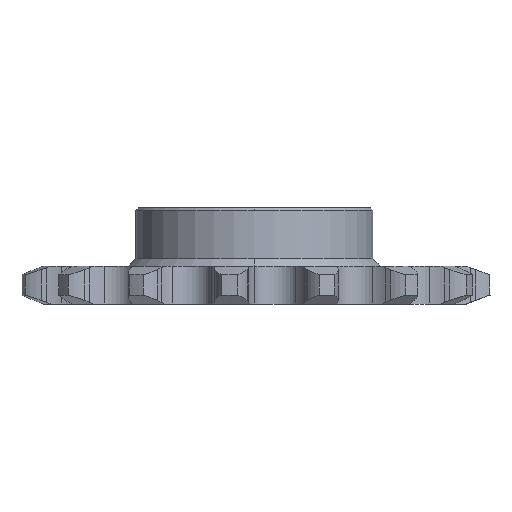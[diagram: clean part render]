
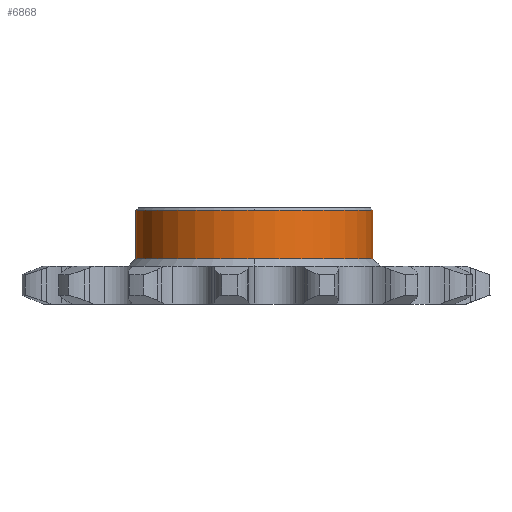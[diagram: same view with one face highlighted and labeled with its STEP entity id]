
A CAD part, front view. The second image highlights one B-rep face of the part: STEP entity #6868.
In plain terms, the highlighted cylindrical face has radius 12.7 mm (diameter 25.4 mm), a partial arc.
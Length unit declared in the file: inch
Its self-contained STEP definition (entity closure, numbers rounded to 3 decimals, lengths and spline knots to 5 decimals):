
#226 = LINE ( 'NONE', #592, #234 ) ;
#227 = LINE ( 'NONE', #614, #244 ) ;
#234 = VECTOR ( 'NONE', #645, 39.37008 ) ;
#244 = VECTOR ( 'NONE', #744, 39.37008 ) ;
#284 = DIRECTION ( 'NONE',  ( 0., 0., -1. ) ) ;
#480 = CARTESIAN_POINT ( 'NONE',  ( 0., 0., 0.235 ) ) ;
#487 = CARTESIAN_POINT ( 'NONE',  ( 0., 0., 0.03125 ) ) ;
#592 = CARTESIAN_POINT ( 'NONE',  ( 0.5, 0., 0.145 ) ) ;
#608 = DIRECTION ( 'NONE',  ( 0., 0., 1. ) ) ;
#612 = DIRECTION ( 'NONE',  ( -1., 0., 0. ) ) ;
#614 = CARTESIAN_POINT ( 'NONE',  ( -0.5, 0., 0.145 ) ) ;
#645 = DIRECTION ( 'NONE',  ( 0., 0., 1. ) ) ;
#744 = DIRECTION ( 'NONE',  ( 0., 0., 1. ) ) ;
#824 = DIRECTION ( 'NONE',  ( -1., 0., 0. ) ) ;
#1169 = ORIENTED_EDGE ( 'NONE', *, *, #4868, .F. ) ;
#1391 = ORIENTED_EDGE ( 'NONE', *, *, #6678, .F. ) ;
#1488 = ORIENTED_EDGE ( 'NONE', *, *, #6604, .F. ) ;
#1489 = EDGE_LOOP ( 'NONE', ( #1391, #2135, #2003, #2035, #1169, #1488 ) ) ;
#2003 = ORIENTED_EDGE ( 'NONE', *, *, #6669, .F. ) ;
#2035 = ORIENTED_EDGE ( 'NONE', *, *, #6702, .T. ) ;
#2135 = ORIENTED_EDGE ( 'NONE', *, *, #4886, .F. ) ;
#2801 = VERTEX_POINT ( 'NONE', #2929 ) ;
#2805 = CARTESIAN_POINT ( 'NONE',  ( -0.5, 0., 0.235 ) ) ;
#2815 = VERTEX_POINT ( 'NONE', #3192 ) ;
#2857 = CARTESIAN_POINT ( 'NONE',  ( 0.5, 0., 0.235 ) ) ;
#2929 = CARTESIAN_POINT ( 'NONE',  ( 0., -0.5, 0.03125 ) ) ;
#3131 = CARTESIAN_POINT ( 'NONE',  ( -0.5, 0., 0.03125 ) ) ;
#3138 = VERTEX_POINT ( 'NONE', #2857 ) ;
#3192 = CARTESIAN_POINT ( 'NONE',  ( 0., -0.5, 0.235 ) ) ;
#3194 = VERTEX_POINT ( 'NONE', #2805 ) ;
#3375 = VERTEX_POINT ( 'NONE', #3421 ) ;
#3387 = VERTEX_POINT ( 'NONE', #3131 ) ;
#3421 = CARTESIAN_POINT ( 'NONE',  ( 0.5, 0., 0.03125 ) ) ;
#3644 = CARTESIAN_POINT ( 'NONE',  ( 0., 0., 0.145 ) ) ;
#3841 = DIRECTION ( 'NONE',  ( 0., 0., 1. ) ) ;
#4418 = DIRECTION ( 'NONE',  ( 1., 0., 0. ) ) ;
#4480 = CIRCLE ( 'NONE', #5034, 0.5 ) ;
#4546 = CIRCLE ( 'NONE', #4941, 0.5 ) ;
#4746 = AXIS2_PLACEMENT_3D ( 'NONE', #3644, #3841, #4418 ) ;
#4868 = EDGE_CURVE ( 'NONE', #2815, #3138, #4480, .T. ) ;
#4886 = EDGE_CURVE ( 'NONE', #2801, #3387, #4546, .T. ) ;
#4941 = AXIS2_PLACEMENT_3D ( 'NONE', #5190, #5189, #5188 ) ;
#5024 = AXIS2_PLACEMENT_3D ( 'NONE', #487, #284, #612 ) ;
#5034 = AXIS2_PLACEMENT_3D ( 'NONE', #5457, #5325, #5241 ) ;
#5070 = AXIS2_PLACEMENT_3D ( 'NONE', #480, #608, #824 ) ;
#5188 = DIRECTION ( 'NONE',  ( -1., 0., 0. ) ) ;
#5189 = DIRECTION ( 'NONE',  ( 0., 0., -1. ) ) ;
#5190 = CARTESIAN_POINT ( 'NONE',  ( 0., 0., 0.03125 ) ) ;
#5241 = DIRECTION ( 'NONE',  ( -1., 0., 0. ) ) ;
#5325 = DIRECTION ( 'NONE',  ( 0., 0., 1. ) ) ;
#5457 = CARTESIAN_POINT ( 'NONE',  ( 0., 0., 0.235 ) ) ;
#6128 = CYLINDRICAL_SURFACE ( 'NONE', #4746, 0.5 ) ;
#6339 = FACE_OUTER_BOUND ( 'NONE', #1489, .T. ) ;
#6511 = CIRCLE ( 'NONE', #5070, 0.5 ) ;
#6515 = CIRCLE ( 'NONE', #5024, 0.5 ) ;
#6604 = EDGE_CURVE ( 'NONE', #3194, #2815, #6511, .T. ) ;
#6669 = EDGE_CURVE ( 'NONE', #3375, #2801, #6515, .T. ) ;
#6678 = EDGE_CURVE ( 'NONE', #3387, #3194, #227, .T. ) ;
#6702 = EDGE_CURVE ( 'NONE', #3375, #3138, #226, .T. ) ;
#6868 = ADVANCED_FACE ( 'NONE', ( #6339 ), #6128, .T. ) ;
